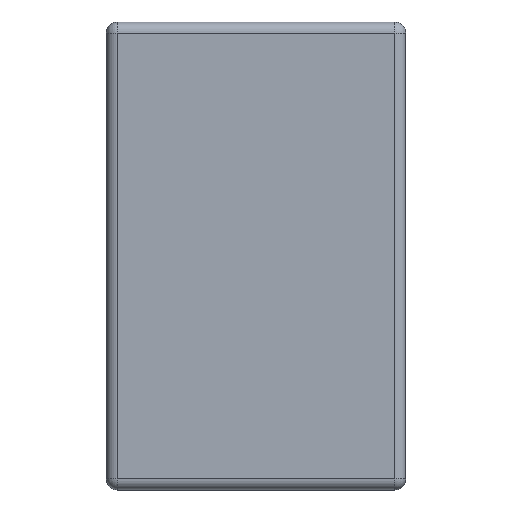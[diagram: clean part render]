
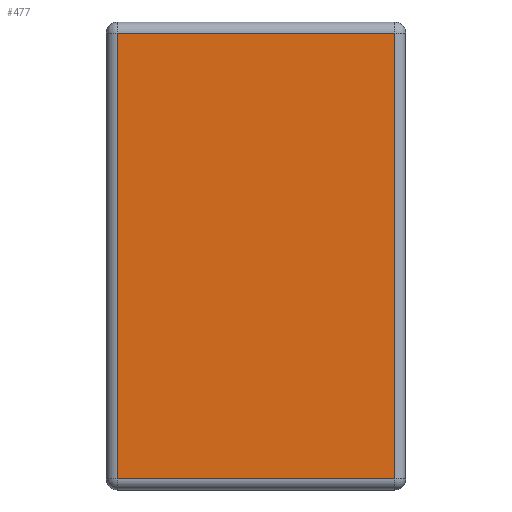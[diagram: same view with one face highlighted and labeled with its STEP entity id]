
A CAD part, left-side view. The second image highlights one B-rep face of the part: STEP entity #477.
In plain terms, the highlighted planar face has unit normal (-1, 0, 0).
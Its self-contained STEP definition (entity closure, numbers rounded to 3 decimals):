
#109 = DIRECTION ( 'NONE',  ( 1., 0., 0. ) ) ;
#271 = VECTOR ( 'NONE', #636, 1000. ) ;
#351 = EDGE_CURVE ( 'NONE', #828, #1902, #442, .T. ) ;
#364 = DIRECTION ( 'NONE',  ( 0., 0., 1. ) ) ;
#382 = EDGE_CURVE ( 'NONE', #1660, #828, #1903, .T. ) ;
#397 = CARTESIAN_POINT ( 'NONE',  ( -1., 0.03, 0.625 ) ) ;
#429 = CARTESIAN_POINT ( 'NONE',  ( -1., 0.8, 0.625 ) ) ;
#442 = LINE ( 'NONE', #808, #843 ) ;
#477 = ADVANCED_FACE ( 'NONE', ( #1781 ), #1331, .F. ) ;
#589 = CARTESIAN_POINT ( 'NONE',  ( -1., 0.03, 0.595 ) ) ;
#636 = DIRECTION ( 'NONE',  ( 0., 1., 0. ) ) ;
#675 = LINE ( 'NONE', #774, #271 ) ;
#711 = VECTOR ( 'NONE', #364, 1000. ) ;
#749 = VECTOR ( 'NONE', #1557, 1000. ) ;
#774 = CARTESIAN_POINT ( 'NONE',  ( -1., 0.8, 0.595 ) ) ;
#787 = EDGE_LOOP ( 'NONE', ( #1472, #1062, #1001, #954 ) ) ;
#808 = CARTESIAN_POINT ( 'NONE',  ( -1., 0.8, -0.595 ) ) ;
#817 = DIRECTION ( 'NONE',  ( 0., -1., 0. ) ) ;
#828 = VERTEX_POINT ( 'NONE', #895 ) ;
#843 = VECTOR ( 'NONE', #817, 1000. ) ;
#853 = EDGE_CURVE ( 'NONE', #1902, #974, #1870, .T. ) ;
#860 = DIRECTION ( 'NONE',  ( 0., 0., -1. ) ) ;
#895 = CARTESIAN_POINT ( 'NONE',  ( -1., 0.77, -0.595 ) ) ;
#954 = ORIENTED_EDGE ( 'NONE', *, *, #1854, .T. ) ;
#974 = VERTEX_POINT ( 'NONE', #589 ) ;
#1001 = ORIENTED_EDGE ( 'NONE', *, *, #853, .T. ) ;
#1062 = ORIENTED_EDGE ( 'NONE', *, *, #351, .T. ) ;
#1203 = AXIS2_PLACEMENT_3D ( 'NONE', #429, #109, #860 ) ;
#1331 = PLANE ( 'NONE',  #1203 ) ;
#1424 = CARTESIAN_POINT ( 'NONE',  ( -1., 0.03, -0.595 ) ) ;
#1472 = ORIENTED_EDGE ( 'NONE', *, *, #382, .T. ) ;
#1557 = DIRECTION ( 'NONE',  ( 0., 0., -1. ) ) ;
#1660 = VERTEX_POINT ( 'NONE', #1893 ) ;
#1781 = FACE_OUTER_BOUND ( 'NONE', #787, .T. ) ;
#1826 = CARTESIAN_POINT ( 'NONE',  ( -1., 0.77, 0.625 ) ) ;
#1854 = EDGE_CURVE ( 'NONE', #974, #1660, #675, .T. ) ;
#1870 = LINE ( 'NONE', #397, #711 ) ;
#1893 = CARTESIAN_POINT ( 'NONE',  ( -1., 0.77, 0.595 ) ) ;
#1902 = VERTEX_POINT ( 'NONE', #1424 ) ;
#1903 = LINE ( 'NONE', #1826, #749 ) ;
